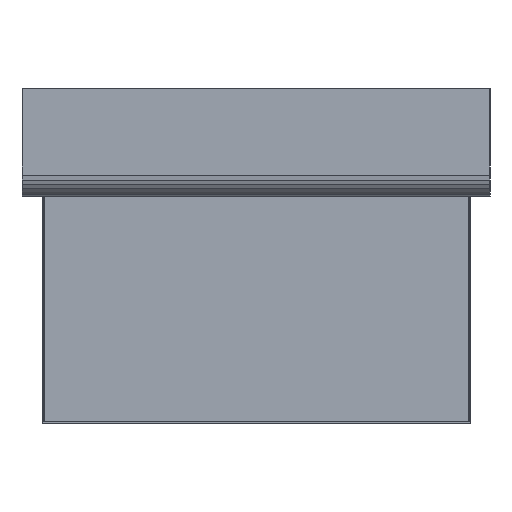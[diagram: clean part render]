
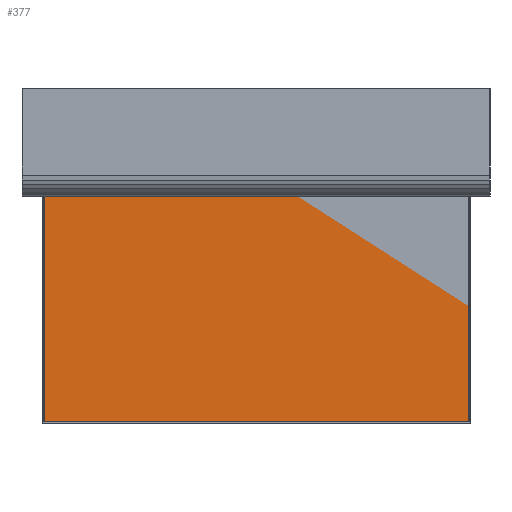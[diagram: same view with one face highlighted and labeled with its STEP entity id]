
A CAD part, front view. The second image highlights one B-rep face of the part: STEP entity #377.
In plain terms, the highlighted planar face has unit normal (0, 1, 0).
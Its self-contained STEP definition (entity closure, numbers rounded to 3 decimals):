
#137 = VERTEX_POINT ( 'NONE', #2279 ) ;
#227 = VECTOR ( 'NONE', #1401, 1000. ) ;
#377 = ADVANCED_FACE ( 'NONE', ( #1802 ), #1715, .F. ) ;
#648 = CARTESIAN_POINT ( 'NONE',  ( 122.933, -3.604, -192.915 ) ) ;
#698 = VECTOR ( 'NONE', #1503, 1000. ) ;
#749 = DIRECTION ( 'NONE',  ( 0., 0., 1. ) ) ;
#750 = VERTEX_POINT ( 'NONE', #1530 ) ;
#765 = EDGE_CURVE ( 'NONE', #1701, #1591, #1024, .T. ) ;
#816 = EDGE_CURVE ( 'NONE', #750, #1701, #1733, .T. ) ;
#903 = EDGE_CURVE ( 'NONE', #1591, #137, #2123, .T. ) ;
#1005 = EDGE_CURVE ( 'NONE', #137, #750, #1782, .T. ) ;
#1024 = LINE ( 'NONE', #1494, #698 ) ;
#1092 = CARTESIAN_POINT ( 'NONE',  ( 122.933, -3.643, -59.405 ) ) ;
#1097 = AXIS2_PLACEMENT_3D ( 'NONE', #1772, #1770, #1766 ) ;
#1124 = ORIENTED_EDGE ( 'NONE', *, *, #816, .T. ) ;
#1239 = VECTOR ( 'NONE', #1427, 1000. ) ;
#1280 = VECTOR ( 'NONE', #749, 1000. ) ;
#1400 = CARTESIAN_POINT ( 'NONE',  ( 122.933, -3.604, -192.915 ) ) ;
#1401 = DIRECTION ( 'NONE',  ( -1., 0., 0. ) ) ;
#1411 = ORIENTED_EDGE ( 'NONE', *, *, #903, .T. ) ;
#1427 = DIRECTION ( 'NONE',  ( 1., 0., 0. ) ) ;
#1434 = CARTESIAN_POINT ( 'NONE',  ( -122.562, -3.644, -59.405 ) ) ;
#1458 = CARTESIAN_POINT ( 'NONE',  ( -122.562, -3.604, -192.915 ) ) ;
#1475 = ORIENTED_EDGE ( 'NONE', *, *, #1005, .T. ) ;
#1494 = CARTESIAN_POINT ( 'NONE',  ( 122.933, -3.643, -59.405 ) ) ;
#1503 = DIRECTION ( 'NONE',  ( 0., 0., -1. ) ) ;
#1530 = CARTESIAN_POINT ( 'NONE',  ( -122.562, -3.644, -59.405 ) ) ;
#1591 = VERTEX_POINT ( 'NONE', #648 ) ;
#1701 = VERTEX_POINT ( 'NONE', #1092 ) ;
#1715 = PLANE ( 'NONE',  #1097 ) ;
#1733 = LINE ( 'NONE', #1434, #1239 ) ;
#1766 = DIRECTION ( 'NONE',  ( 0., 0., -1. ) ) ;
#1770 = DIRECTION ( 'NONE',  ( 0., -1., 0. ) ) ;
#1772 = CARTESIAN_POINT ( 'NONE',  ( 0., -3.661, -0.001 ) ) ;
#1782 = LINE ( 'NONE', #1458, #1280 ) ;
#1802 = FACE_OUTER_BOUND ( 'NONE', #2118, .T. ) ;
#2118 = EDGE_LOOP ( 'NONE', ( #1411, #1475, #1124, #2181 ) ) ;
#2123 = LINE ( 'NONE', #1400, #227 ) ;
#2181 = ORIENTED_EDGE ( 'NONE', *, *, #765, .T. ) ;
#2279 = CARTESIAN_POINT ( 'NONE',  ( -122.562, -3.604, -192.915 ) ) ;
